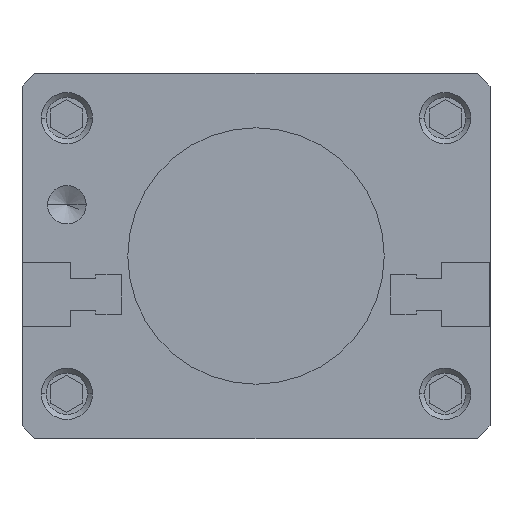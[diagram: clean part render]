
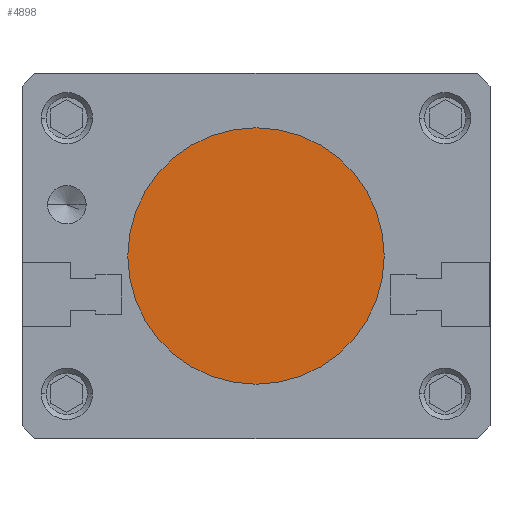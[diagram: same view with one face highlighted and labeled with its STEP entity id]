
A CAD part, front view. The second image highlights one B-rep face of the part: STEP entity #4898.
In plain terms, the highlighted planar face has unit normal (0, -1, 0).
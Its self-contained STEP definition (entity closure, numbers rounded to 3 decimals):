
#2758 = EDGE_CURVE( '', #4606, #6032, #7558, .T. );
#4028 = EDGE_CURVE( '', #6032, #4606, #8983, .T. );
#4606 = VERTEX_POINT( '', #9653 );
#4898 = ADVANCED_FACE( '', ( #9971 ), #9972, .F. );
#6032 = VERTEX_POINT( '', #11233 );
#7558 = CIRCLE( '', #13020, 20. );
#8983 = CIRCLE( '', #15100, 20. );
#9653 = CARTESIAN_POINT( '', ( 20., 3., 0. ) );
#9971 = FACE_OUTER_BOUND( '', #16548, .T. );
#9972 = PLANE( '', #16549 );
#11233 = CARTESIAN_POINT( '', ( -20., 3., 0. ) );
#13020 = AXIS2_PLACEMENT_3D( '', #20630, #20631, #20632 );
#15100 = AXIS2_PLACEMENT_3D( '', #22352, #22353, #22354 );
#16548 = EDGE_LOOP( '', ( #23507, #23508 ) );
#16549 = AXIS2_PLACEMENT_3D( '', #23509, #23510, #23511 );
#20630 = CARTESIAN_POINT( '', ( 0., 3., 0. ) );
#20631 = DIRECTION( '', ( 0., -1., 0. ) );
#20632 = DIRECTION( '', ( 1., 0., 0. ) );
#22352 = CARTESIAN_POINT( '', ( 0., 3., 0. ) );
#22353 = DIRECTION( '', ( 0., -1., 0. ) );
#22354 = DIRECTION( '', ( 1., 0., 0. ) );
#23507 = ORIENTED_EDGE( '', *, *, #2758, .T. );
#23508 = ORIENTED_EDGE( '', *, *, #4028, .T. );
#23509 = CARTESIAN_POINT( '', ( 0., 3., 0. ) );
#23510 = DIRECTION( '', ( 0., 1., 0. ) );
#23511 = DIRECTION( '', ( 0., 0., 1. ) );
